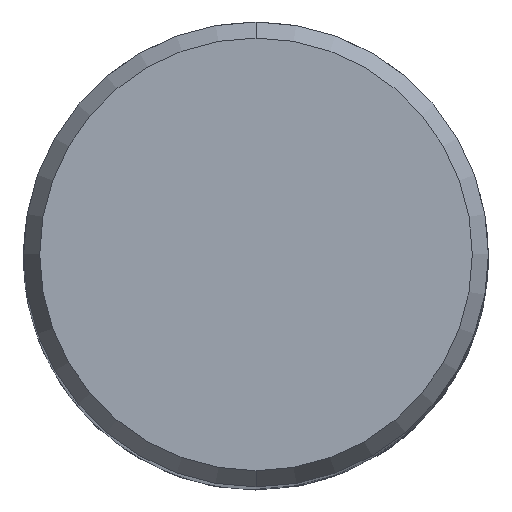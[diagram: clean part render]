
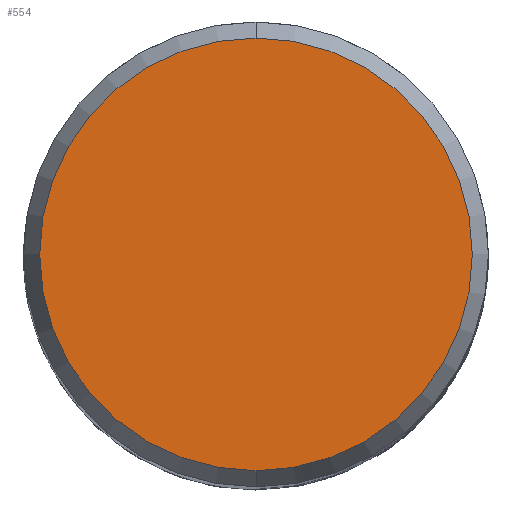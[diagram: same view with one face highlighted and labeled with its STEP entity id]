
A CAD part, top view. The second image highlights one B-rep face of the part: STEP entity #554.
In plain terms, the highlighted planar face has unit normal (0, 0, 1).
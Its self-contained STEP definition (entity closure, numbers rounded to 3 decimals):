
#460=VERTEX_POINT('',#1159);
#554=ADVANCED_FACE('',(#1260),#1261,.T.);
#674=EDGE_CURVE('',#460,#818,#1390,.T.);
#818=VERTEX_POINT('',#1548);
#982=EDGE_CURVE('',#818,#460,#1726,.T.);
#1159=CARTESIAN_POINT('',(0.0,9.307,0.0));
#1260=FACE_OUTER_BOUND('',#2914,.T.);
#1261=PLANE('',#2915);
#1390=CIRCLE('',#3643,9.307);
#1548=CARTESIAN_POINT('',(0.,-9.307,0.0));
#1726=CIRCLE('',#7672,9.307);
#2914=EDGE_LOOP('',(#8067,#8068));
#2915=AXIS2_PLACEMENT_3D('',#8069,#8070,#8071);
#3643=AXIS2_PLACEMENT_3D('',#8205,#8206,#8207);
#7672=AXIS2_PLACEMENT_3D('',#8581,#8582,#8583);
#8067=ORIENTED_EDGE('',*,*,#674,.F.);
#8068=ORIENTED_EDGE('',*,*,#982,.F.);
#8069=CARTESIAN_POINT('',(0.0,4.654,0.0));
#8070=DIRECTION('',(-0.0,0.0,1.0));
#8071=DIRECTION('',(0.0,-1.0,0.0));
#8205=CARTESIAN_POINT('',(0.0,0.0,0.0));
#8206=DIRECTION('',(0.0,0.0,-1.0));
#8207=DIRECTION('',(0.0,1.0,0.0));
#8581=CARTESIAN_POINT('',(0.0,0.0,0.0));
#8582=DIRECTION('',(0.0,0.0,-1.0));
#8583=DIRECTION('',(0.0,1.0,0.0));
